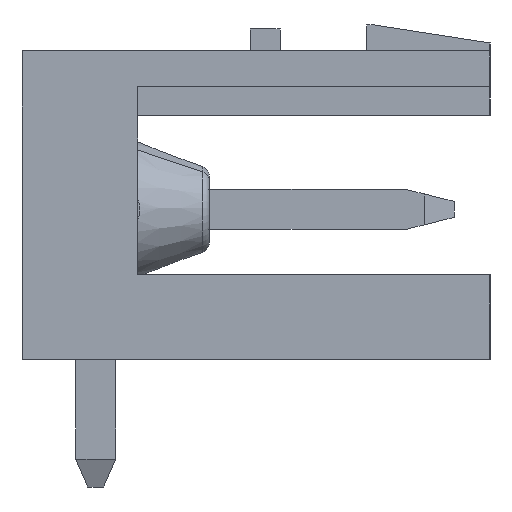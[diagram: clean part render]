
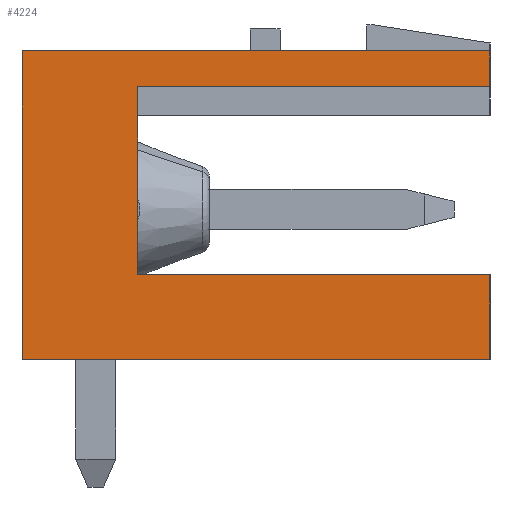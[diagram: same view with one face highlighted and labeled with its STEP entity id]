
A CAD part, left-side view. The second image highlights one B-rep face of the part: STEP entity #4224.
In plain terms, the highlighted planar face has unit normal (-1, 0, 0).
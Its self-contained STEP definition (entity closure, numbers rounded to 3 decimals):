
#4188=AXIS2_PLACEMENT_3D('Plane Axis2P3D',#4185,#4186,#4187) ;
#459=CARTESIAN_POINT('Vertex',(0.,0.,5.33)) ;
#462=CARTESIAN_POINT('Line Origine',(0.,0.,4.265)) ;
#466=CARTESIAN_POINT('Vertex',(0.,0.,3.2)) ;
#2112=CARTESIAN_POINT('Vertex',(0.,11.75,10.95)) ;
#2115=CARTESIAN_POINT('Line Origine',(0.,4.705,10.95)) ;
#2119=CARTESIAN_POINT('Vertex',(0.,0.,10.95)) ;
#3146=CARTESIAN_POINT('Line Origine',(0.,0.,10.5)) ;
#3150=CARTESIAN_POINT('Vertex',(0.,0.,10.05)) ;
#4170=CARTESIAN_POINT('Vertex',(0.,8.85,5.33)) ;
#4173=CARTESIAN_POINT('Line Origine',(0.,4.425,5.33)) ;
#4185=CARTESIAN_POINT('Axis2P3D Location',(0.,0.,0.)) ;
#4190=CARTESIAN_POINT('Line Origine',(0.,11.75,7.075)) ;
#4194=CARTESIAN_POINT('Vertex',(0.,11.75,3.2)) ;
#4197=CARTESIAN_POINT('Line Origine',(0.,5.875,3.2)) ;
#4202=CARTESIAN_POINT('Line Origine',(0.,8.85,7.69)) ;
#4206=CARTESIAN_POINT('Vertex',(0.,8.85,10.05)) ;
#4209=CARTESIAN_POINT('Line Origine',(0.,4.425,10.05)) ;
#463=DIRECTION('Vector Direction',(0.,0.,-1.)) ;
#2116=DIRECTION('Vector Direction',(0.,-1.,0.)) ;
#3147=DIRECTION('Vector Direction',(0.,0.,-1.)) ;
#4174=DIRECTION('Vector Direction',(0.,1.,0.)) ;
#4186=DIRECTION('Axis2P3D Direction',(-1.,0.,0.)) ;
#4187=DIRECTION('Axis2P3D XDirection',(0.,-1.,0.)) ;
#4191=DIRECTION('Vector Direction',(0.,0.,1.)) ;
#4198=DIRECTION('Vector Direction',(0.,1.,0.)) ;
#4203=DIRECTION('Vector Direction',(0.,0.,-1.)) ;
#4210=DIRECTION('Vector Direction',(0.,1.,0.)) ;
#464=VECTOR('Line Direction',#463,1.) ;
#2117=VECTOR('Line Direction',#2116,1.) ;
#3148=VECTOR('Line Direction',#3147,1.) ;
#4175=VECTOR('Line Direction',#4174,1.) ;
#4192=VECTOR('Line Direction',#4191,1.) ;
#4199=VECTOR('Line Direction',#4198,1.) ;
#4204=VECTOR('Line Direction',#4203,1.) ;
#4211=VECTOR('Line Direction',#4210,1.) ;
#4215=ORIENTED_EDGE('',*,*,#2121,.F.) ;
#4216=ORIENTED_EDGE('',*,*,#4196,.F.) ;
#4217=ORIENTED_EDGE('',*,*,#4201,.T.) ;
#4218=ORIENTED_EDGE('',*,*,#468,.T.) ;
#4219=ORIENTED_EDGE('',*,*,#4177,.T.) ;
#4220=ORIENTED_EDGE('',*,*,#4208,.F.) ;
#4221=ORIENTED_EDGE('',*,*,#4213,.F.) ;
#4222=ORIENTED_EDGE('',*,*,#3152,.T.) ;
#4224=ADVANCED_FACE('HOUSING',(#4223),#4189,.T.) ;
#468=EDGE_CURVE('',#467,#460,#465,.F.) ;
#2121=EDGE_CURVE('',#2113,#2120,#2118,.T.) ;
#3152=EDGE_CURVE('',#3151,#2120,#3149,.F.) ;
#4177=EDGE_CURVE('',#460,#4171,#4176,.T.) ;
#4196=EDGE_CURVE('',#4195,#2113,#4193,.T.) ;
#4201=EDGE_CURVE('',#4195,#467,#4200,.F.) ;
#4208=EDGE_CURVE('',#4207,#4171,#4205,.T.) ;
#4213=EDGE_CURVE('',#3151,#4207,#4212,.T.) ;
#4214=EDGE_LOOP('',(#4215,#4216,#4217,#4218,#4219,#4220,#4221,#4222)) ;
#4223=FACE_OUTER_BOUND('',#4214,.T.) ;
#465=LINE('Line',#462,#464) ;
#2118=LINE('Line',#2115,#2117) ;
#3149=LINE('Line',#3146,#3148) ;
#4176=LINE('Line',#4173,#4175) ;
#4193=LINE('Line',#4190,#4192) ;
#4200=LINE('Line',#4197,#4199) ;
#4205=LINE('Line',#4202,#4204) ;
#4212=LINE('Line',#4209,#4211) ;
#4189=PLANE('',#4188) ;
#460=VERTEX_POINT('',#459) ;
#467=VERTEX_POINT('',#466) ;
#2113=VERTEX_POINT('',#2112) ;
#2120=VERTEX_POINT('',#2119) ;
#3151=VERTEX_POINT('',#3150) ;
#4171=VERTEX_POINT('',#4170) ;
#4195=VERTEX_POINT('',#4194) ;
#4207=VERTEX_POINT('',#4206) ;
